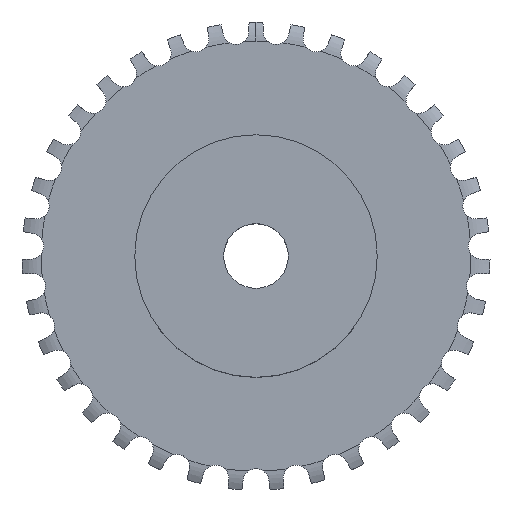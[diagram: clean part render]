
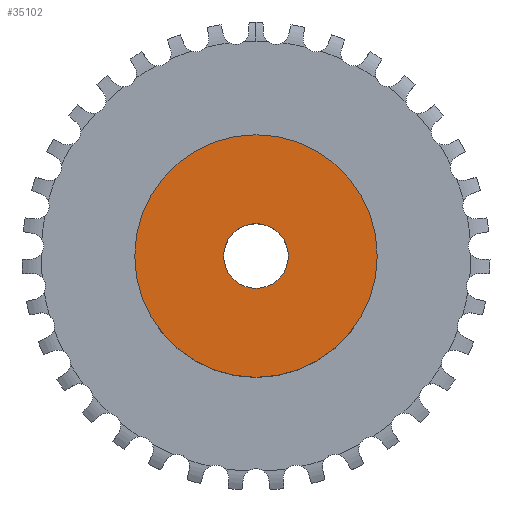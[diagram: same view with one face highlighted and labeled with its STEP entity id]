
A CAD part, top view. The second image highlights one B-rep face of the part: STEP entity #35102.
In plain terms, the highlighted planar face has unit normal (0, 0, 1).
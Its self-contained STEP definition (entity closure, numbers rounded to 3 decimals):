
#5725 = CYLINDRICAL_SURFACE('',#5726,4.);
#5726 = AXIS2_PLACEMENT_3D('',#5727,#5728,#5729);
#5727 = CARTESIAN_POINT('',(0.,0.,5000.));
#5728 = DIRECTION('',(0.,0.,1.));
#5729 = DIRECTION('',(1.,0.,-0.));
#10244 = CYLINDRICAL_SURFACE('',#10245,15.);
#10245 = AXIS2_PLACEMENT_3D('',#10246,#10247,#10248);
#10246 = CARTESIAN_POINT('',(0.,0.,0.));
#10247 = DIRECTION('',(-0.,-0.,-1.));
#10248 = DIRECTION('',(1.,0.,0.));
#28753 = EDGE_CURVE('',#28754,#28754,#28756,.T.);
#28754 = VERTEX_POINT('',#28755);
#28755 = CARTESIAN_POINT('',(4.,0.,13.85));
#28756 = SURFACE_CURVE('',#28757,(#28762,#28769),.PCURVE_S1.);
#28757 = CIRCLE('',#28758,4.);
#28758 = AXIS2_PLACEMENT_3D('',#28759,#28760,#28761);
#28759 = CARTESIAN_POINT('',(0.,0.,13.85));
#28760 = DIRECTION('',(0.,0.,1.));
#28761 = DIRECTION('',(1.,0.,-0.));
#28762 = PCURVE('',#5725,#28763);
#28763 = DEFINITIONAL_REPRESENTATION('',(#28764),#28768);
#28764 = LINE('',#28765,#28766);
#28765 = CARTESIAN_POINT('',(0.,-4986.15));
#28766 = VECTOR('',#28767,1.);
#28767 = DIRECTION('',(1.,0.));
#28768 = ( GEOMETRIC_REPRESENTATION_CONTEXT(2) 
PARAMETRIC_REPRESENTATION_CONTEXT() REPRESENTATION_CONTEXT('2D SPACE',''
  ) );
#28769 = PCURVE('',#28770,#28775);
#28770 = PLANE('',#28771);
#28771 = AXIS2_PLACEMENT_3D('',#28772,#28773,#28774);
#28772 = CARTESIAN_POINT('',(0.,0.,13.85));
#28773 = DIRECTION('',(-0.,0.,1.));
#28774 = DIRECTION('',(0.,-1.,0.));
#28775 = DEFINITIONAL_REPRESENTATION('',(#28776),#28780);
#28776 = CIRCLE('',#28777,4.);
#28777 = AXIS2_PLACEMENT_2D('',#28778,#28779);
#28778 = CARTESIAN_POINT('',(0.,0.));
#28779 = DIRECTION('',(0.,1.));
#28780 = ( GEOMETRIC_REPRESENTATION_CONTEXT(2) 
PARAMETRIC_REPRESENTATION_CONTEXT() REPRESENTATION_CONTEXT('2D SPACE',''
  ) );
#32921 = VERTEX_POINT('',#32922);
#32922 = CARTESIAN_POINT('',(15.,0.,13.85));
#32943 = EDGE_CURVE('',#32921,#32921,#32944,.T.);
#32944 = SURFACE_CURVE('',#32945,(#32950,#32957),.PCURVE_S1.);
#32945 = CIRCLE('',#32946,15.);
#32946 = AXIS2_PLACEMENT_3D('',#32947,#32948,#32949);
#32947 = CARTESIAN_POINT('',(0.,0.,13.85));
#32948 = DIRECTION('',(0.,0.,1.));
#32949 = DIRECTION('',(1.,0.,0.));
#32950 = PCURVE('',#10244,#32951);
#32951 = DEFINITIONAL_REPRESENTATION('',(#32952),#32956);
#32952 = LINE('',#32953,#32954);
#32953 = CARTESIAN_POINT('',(-0.,-13.85));
#32954 = VECTOR('',#32955,1.);
#32955 = DIRECTION('',(-1.,0.));
#32956 = ( GEOMETRIC_REPRESENTATION_CONTEXT(2) 
PARAMETRIC_REPRESENTATION_CONTEXT() REPRESENTATION_CONTEXT('2D SPACE',''
  ) );
#32957 = PCURVE('',#28770,#32958);
#32958 = DEFINITIONAL_REPRESENTATION('',(#32959),#32963);
#32959 = CIRCLE('',#32960,15.);
#32960 = AXIS2_PLACEMENT_2D('',#32961,#32962);
#32961 = CARTESIAN_POINT('',(0.,0.));
#32962 = DIRECTION('',(0.,1.));
#32963 = ( GEOMETRIC_REPRESENTATION_CONTEXT(2) 
PARAMETRIC_REPRESENTATION_CONTEXT() REPRESENTATION_CONTEXT('2D SPACE',''
  ) );
#35102 = ADVANCED_FACE('',(#35103,#35106),#28770,.T.);
#35103 = FACE_BOUND('',#35104,.T.);
#35104 = EDGE_LOOP('',(#35105));
#35105 = ORIENTED_EDGE('',*,*,#32943,.T.);
#35106 = FACE_BOUND('',#35107,.T.);
#35107 = EDGE_LOOP('',(#35108));
#35108 = ORIENTED_EDGE('',*,*,#28753,.F.);
